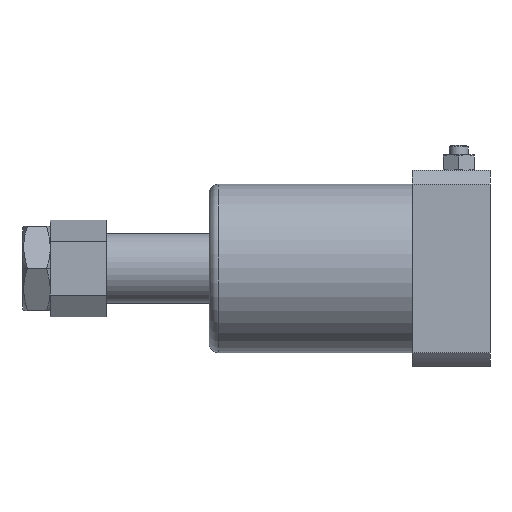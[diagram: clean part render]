
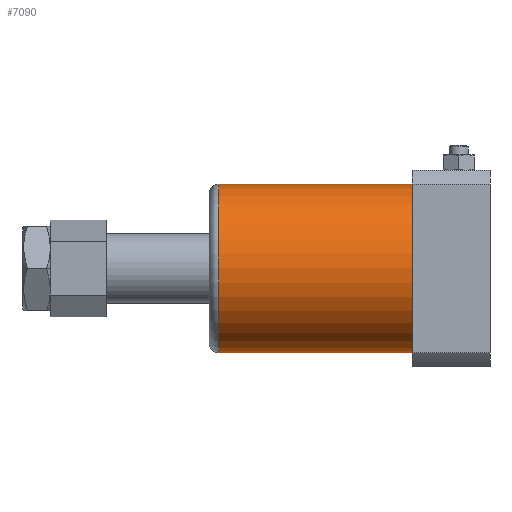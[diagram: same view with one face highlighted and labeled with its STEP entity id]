
A CAD part, left-side view. The second image highlights one B-rep face of the part: STEP entity #7090.
In plain terms, the highlighted cylindrical face has radius 27 mm (diameter 54 mm), a partial arc.
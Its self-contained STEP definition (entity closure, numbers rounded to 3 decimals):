
#810 = VERTEX_POINT ( 'NONE', #2091 ) ;
#1992 = CARTESIAN_POINT ( 'NONE',  ( 0., 25., 27. ) ) ;
#2053 = DIRECTION ( 'NONE',  ( 0., 0., -1. ) ) ;
#2054 = DIRECTION ( 'NONE',  ( 0., 1., 0. ) ) ;
#2057 = CARTESIAN_POINT ( 'NONE',  ( 0., 25., 0. ) ) ;
#2091 = CARTESIAN_POINT ( 'NONE',  ( 0., 87., 27. ) ) ;
#2763 = CARTESIAN_POINT ( 'NONE',  ( 0., 90., 27. ) ) ;
#2764 = DIRECTION ( 'NONE',  ( 0., -1., 0. ) ) ;
#2778 = DIRECTION ( 'NONE',  ( 0., -1., 0. ) ) ;
#2779 = CARTESIAN_POINT ( 'NONE',  ( 0., 90., -27. ) ) ;
#3016 = DIRECTION ( 'NONE',  ( 0., 0., -1. ) ) ;
#3018 = DIRECTION ( 'NONE',  ( 0., -1., 0. ) ) ;
#3020 = CARTESIAN_POINT ( 'NONE',  ( 0., 90., 0. ) ) ;
#3584 = EDGE_CURVE ( 'NONE', #810, #4605, #4903, .T. ) ;
#3586 = EDGE_CURVE ( 'NONE', #4732, #4717, #4907, .T. ) ;
#3638 = EDGE_CURVE ( 'NONE', #4717, #4605, #4977, .T. ) ;
#3656 = EDGE_CURVE ( 'NONE', #810, #4732, #5006, .T. ) ;
#3892 = EDGE_LOOP ( 'NONE', ( #4346, #4347, #4348, #4349 ) ) ;
#4346 = ORIENTED_EDGE ( 'NONE', *, *, #3584, .F. ) ;
#4347 = ORIENTED_EDGE ( 'NONE', *, *, #3656, .T. ) ;
#4348 = ORIENTED_EDGE ( 'NONE', *, *, #3586, .T. ) ;
#4349 = ORIENTED_EDGE ( 'NONE', *, *, #3638, .T. ) ;
#4605 = VERTEX_POINT ( 'NONE', #1992 ) ;
#4608 = DIRECTION ( 'NONE',  ( 0., 0., 1. ) ) ;
#4609 = DIRECTION ( 'NONE',  ( 0., -1., 0. ) ) ;
#4610 = CARTESIAN_POINT ( 'NONE',  ( 0., 87., 0. ) ) ;
#4717 = VERTEX_POINT ( 'NONE', #5371 ) ;
#4732 = VERTEX_POINT ( 'NONE', #5385 ) ;
#4903 = LINE ( 'NONE', #2763, #4906 ) ;
#4906 = VECTOR ( 'NONE', #2778, 1000. ) ;
#4907 = LINE ( 'NONE', #2779, #4909 ) ;
#4909 = VECTOR ( 'NONE', #2764, 1000. ) ;
#4977 = CIRCLE ( 'NONE', #6110, 27. ) ;
#5006 = CIRCLE ( 'NONE', #6116, 27. ) ;
#5371 = CARTESIAN_POINT ( 'NONE',  ( 0., 25., -27. ) ) ;
#5385 = CARTESIAN_POINT ( 'NONE',  ( 0., 87., -27. ) ) ;
#6110 = AXIS2_PLACEMENT_3D ( 'NONE', #2057, #2054, #2053 ) ;
#6116 = AXIS2_PLACEMENT_3D ( 'NONE', #4610, #4609, #4608 ) ;
#6273 = AXIS2_PLACEMENT_3D ( 'NONE', #3020, #3018, #3016 ) ;
#6983 = FACE_OUTER_BOUND ( 'NONE', #3892, .T. ) ;
#6992 = CYLINDRICAL_SURFACE ( 'NONE', #6273, 27. ) ;
#7090 = ADVANCED_FACE ( 'NONE', ( #6983 ), #6992, .T. ) ;
